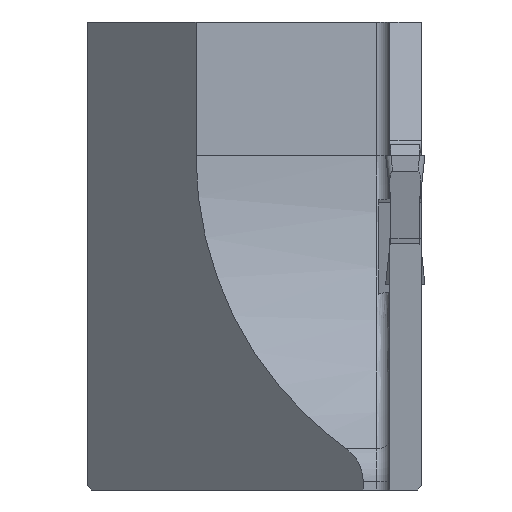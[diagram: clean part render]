
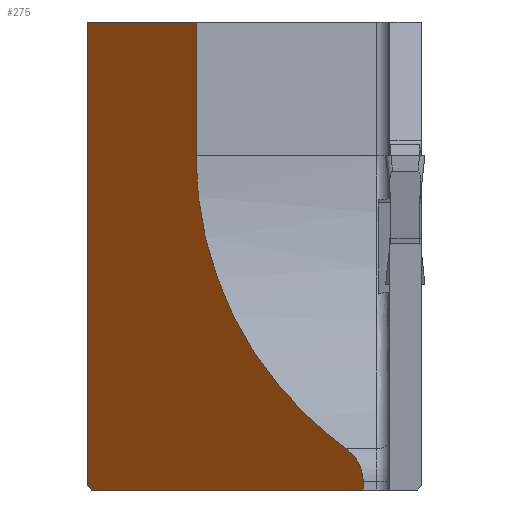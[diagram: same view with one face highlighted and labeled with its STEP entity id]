
A CAD part, left-side view. The second image highlights one B-rep face of the part: STEP entity #275.
In plain terms, the highlighted planar face has unit normal (-0.707, 0.707, 0).
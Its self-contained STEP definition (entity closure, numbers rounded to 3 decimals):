
#229=ELLIPSE('',#1376,4.243,3.);
#230=ELLIPSE('',#1379,38.184,27.);
#275=ADVANCED_FACE('',(#391),#332,.F.);
#332=PLANE('',#1394);
#391=FACE_OUTER_BOUND('',#455,.T.);
#455=EDGE_LOOP('',(#659,#660,#661,#662,#663,#664,#665,#666));
#659=ORIENTED_EDGE('',*,*,#1005,.F.);
#660=ORIENTED_EDGE('',*,*,#953,.F.);
#661=ORIENTED_EDGE('',*,*,#963,.F.);
#662=ORIENTED_EDGE('',*,*,#960,.F.);
#663=ORIENTED_EDGE('',*,*,#978,.F.);
#664=ORIENTED_EDGE('',*,*,#1007,.F.);
#665=ORIENTED_EDGE('',*,*,#999,.F.);
#666=ORIENTED_EDGE('',*,*,#1003,.F.);
#850=VERTEX_POINT('',#1816);
#851=VERTEX_POINT('',#1818);
#855=VERTEX_POINT('',#1830);
#857=VERTEX_POINT('',#1833);
#869=VERTEX_POINT('',#1866);
#876=VERTEX_POINT('',#1907);
#877=VERTEX_POINT('',#1909);
#880=VERTEX_POINT('',#1916);
#953=EDGE_CURVE('',#850,#851,#1108,.T.);
#960=EDGE_CURVE('',#855,#857,#1114,.T.);
#963=EDGE_CURVE('',#857,#850,#1117,.T.);
#978=EDGE_CURVE('',#869,#855,#1130,.T.);
#999=EDGE_CURVE('',#876,#877,#229,.T.);
#1003=EDGE_CURVE('',#880,#876,#230,.T.);
#1005=EDGE_CURVE('',#851,#880,#1151,.T.);
#1007=EDGE_CURVE('',#877,#869,#1153,.T.);
#1108=LINE('',#1817,#1236);
#1114=LINE('',#1832,#1242);
#1117=LINE('',#1838,#1245);
#1130=LINE('',#1867,#1258);
#1151=LINE('',#1920,#1279);
#1153=LINE('',#1923,#1281);
#1236=VECTOR('',#1480,1.);
#1242=VECTOR('',#1492,1.);
#1245=VECTOR('',#1497,1.);
#1258=VECTOR('',#1520,1.);
#1279=VECTOR('',#1583,1.);
#1281=VECTOR('',#1587,1.);
#1376=AXIS2_PLACEMENT_3D('',#1908,#1569,#1570);
#1379=AXIS2_PLACEMENT_3D('',#1917,#1577,#1578);
#1394=AXIS2_PLACEMENT_3D('',#1971,#1612,#1613);
#1480=DIRECTION('',(-0.707,-0.707,0.));
#1492=DIRECTION('',(0.577,0.577,0.577));
#1497=DIRECTION('',(0.,0.,1.));
#1520=DIRECTION('',(0.707,0.707,0.));
#1569=DIRECTION('',(0.707,-0.707,0.));
#1570=DIRECTION('',(-0.707,-0.707,0.));
#1577=DIRECTION('',(-0.707,0.707,0.));
#1578=DIRECTION('',(-0.707,-0.707,0.));
#1583=DIRECTION('',(0.,0.,-1.));
#1587=DIRECTION('',(0.,0.,-1.));
#1612=DIRECTION('',(0.707,-0.707,0.));
#1613=DIRECTION('',(0.707,0.707,0.));
#1816=CARTESIAN_POINT('',(35.15,0.,10.));
#1817=CARTESIAN_POINT('',(14.5,-20.65,10.));
#1818=CARTESIAN_POINT('',(27.,-8.15,10.));
#1830=CARTESIAN_POINT('',(34.85,-0.3,-25.));
#1832=CARTESIAN_POINT('',(19.617,-15.533,-40.233));
#1833=CARTESIAN_POINT('',(35.15,0.,-24.7));
#1838=CARTESIAN_POINT('',(35.15,0.,-30.));
#1866=CARTESIAN_POINT('',(14.5,-20.65,-25.));
#1867=CARTESIAN_POINT('',(14.5,-20.65,-25.));
#1907=CARTESIAN_POINT('',(15.75,-19.4,-21.93));
#1908=CARTESIAN_POINT('',(17.5,-17.65,-24.367));
#1909=CARTESIAN_POINT('',(14.5,-20.65,-24.367));
#1916=CARTESIAN_POINT('',(27.,-8.15,0.));
#1917=CARTESIAN_POINT('',(0.,-35.15,0.));
#1920=CARTESIAN_POINT('',(27.,-8.15,-30.));
#1923=CARTESIAN_POINT('',(14.5,-20.65,-30.));
#1971=CARTESIAN_POINT('',(14.5,-20.65,-30.));
